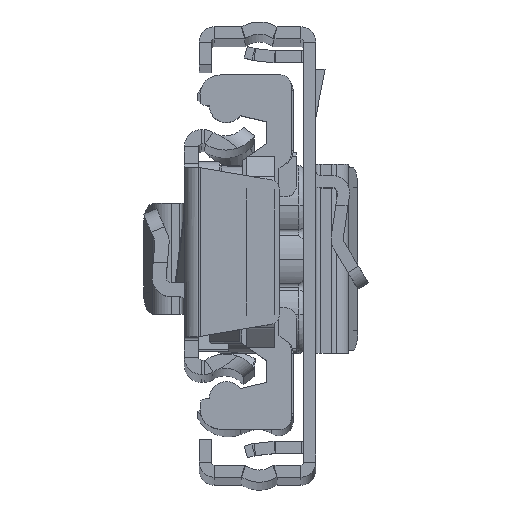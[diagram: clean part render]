
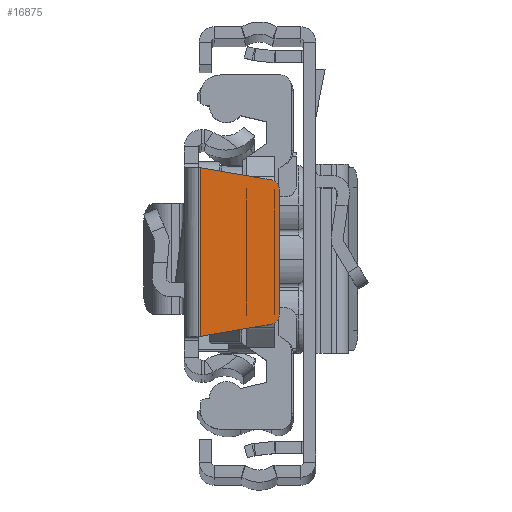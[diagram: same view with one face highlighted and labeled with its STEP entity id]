
A CAD part, top view. The second image highlights one B-rep face of the part: STEP entity #16875.
In plain terms, the highlighted planar face has unit normal (0, 0, 1).
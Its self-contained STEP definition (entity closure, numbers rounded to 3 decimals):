
#21 = VECTOR ( 'NONE', #5835, 1000. ) ;
#705 = CARTESIAN_POINT ( 'NONE',  ( 8.4, -6.156, 0. ) ) ;
#841 = CARTESIAN_POINT ( 'NONE',  ( 1.6, -8.333, 0. ) ) ;
#1030 = EDGE_CURVE ( 'NONE', #13011, #4047, #16798, .T. ) ;
#1441 = DIRECTION ( 'NONE',  ( 1., 0., 0. ) ) ;
#1726 = CARTESIAN_POINT ( 'NONE',  ( 9.4, 6.156, 0. ) ) ;
#2840 = ORIENTED_EDGE ( 'NONE', *, *, #12519, .T. ) ;
#3551 = CARTESIAN_POINT ( 'NONE',  ( 9.4, -6.156, 0. ) ) ;
#3583 = EDGE_CURVE ( 'NONE', #19229, #17088, #6056, .T. ) ;
#4047 = VERTEX_POINT ( 'NONE', #16104 ) ;
#4061 = CARTESIAN_POINT ( 'NONE',  ( 8.568, 7.142, 0. ) ) ;
#4392 = LINE ( 'NONE', #841, #9348 ) ;
#4776 = CARTESIAN_POINT ( 'NONE',  ( 1.6, 8.333, 0. ) ) ;
#4879 = AXIS2_PLACEMENT_3D ( 'NONE', #13153, #12722, #1441 ) ;
#5554 = ORIENTED_EDGE ( 'NONE', *, *, #3583, .T. ) ;
#5835 = DIRECTION ( 'NONE',  ( 0.986, 0.168, 0. ) ) ;
#6030 = PLANE ( 'NONE',  #18036 ) ;
#6056 = LINE ( 'NONE', #20699, #21 ) ;
#6285 = ORIENTED_EDGE ( 'NONE', *, *, #17404, .T. ) ;
#6359 = VERTEX_POINT ( 'NONE', #4061 ) ;
#7298 = CIRCLE ( 'NONE', #4879, 1. ) ;
#7538 = FACE_OUTER_BOUND ( 'NONE', #14543, .T. ) ;
#8118 = CARTESIAN_POINT ( 'NONE',  ( 1.5, 8.35, 0. ) ) ;
#8124 = AXIS2_PLACEMENT_3D ( 'NONE', #705, #15960, #17289 ) ;
#8180 = EDGE_CURVE ( 'NONE', #6359, #9593, #15066, .T. ) ;
#8314 = DIRECTION ( 'NONE',  ( 0., 1., 0. ) ) ;
#9348 = VECTOR ( 'NONE', #15881, 1000. ) ;
#9593 = VERTEX_POINT ( 'NONE', #4776 ) ;
#11926 = CARTESIAN_POINT ( 'NONE',  ( 8.4, 6.156, 0. ) ) ;
#12123 = ORIENTED_EDGE ( 'NONE', *, *, #8180, .T. ) ;
#12519 = EDGE_CURVE ( 'NONE', #17088, #13011, #15410, .T. ) ;
#12722 = DIRECTION ( 'NONE',  ( 0., 0., 1. ) ) ;
#13011 = VERTEX_POINT ( 'NONE', #3551 ) ;
#13153 = CARTESIAN_POINT ( 'NONE',  ( 8.4, 6.156, 0. ) ) ;
#14260 = DIRECTION ( 'NONE',  ( 0., 0., -1. ) ) ;
#14543 = EDGE_LOOP ( 'NONE', ( #17538, #5554, #2840, #19912, #6285, #12123 ) ) ;
#14842 = DIRECTION ( 'NONE',  ( -0.986, 0.168, 0. ) ) ;
#15066 = LINE ( 'NONE', #8118, #16793 ) ;
#15410 = CIRCLE ( 'NONE', #8124, 1. ) ;
#15881 = DIRECTION ( 'NONE',  ( 0., -1., 0. ) ) ;
#15960 = DIRECTION ( 'NONE',  ( 0., 0., 1. ) ) ;
#16052 = VECTOR ( 'NONE', #8314, 1000. ) ;
#16104 = CARTESIAN_POINT ( 'NONE',  ( 9.4, 6.156, 0. ) ) ;
#16793 = VECTOR ( 'NONE', #14842, 1000. ) ;
#16798 = LINE ( 'NONE', #1726, #16052 ) ;
#16875 = ADVANCED_FACE ( 'NONE', ( #7538 ), #6030, .F. ) ;
#16916 = DIRECTION ( 'NONE',  ( 1., 0., 0. ) ) ;
#16954 = EDGE_CURVE ( 'NONE', #9593, #19229, #4392, .T. ) ;
#17088 = VERTEX_POINT ( 'NONE', #18058 ) ;
#17289 = DIRECTION ( 'NONE',  ( 1., 0., 0. ) ) ;
#17404 = EDGE_CURVE ( 'NONE', #4047, #6359, #7298, .T. ) ;
#17538 = ORIENTED_EDGE ( 'NONE', *, *, #16954, .T. ) ;
#17852 = CARTESIAN_POINT ( 'NONE',  ( 1.6, -8.333, 0. ) ) ;
#18036 = AXIS2_PLACEMENT_3D ( 'NONE', #11926, #14260, #16916 ) ;
#18058 = CARTESIAN_POINT ( 'NONE',  ( 8.568, -7.142, 0. ) ) ;
#19229 = VERTEX_POINT ( 'NONE', #17852 ) ;
#19912 = ORIENTED_EDGE ( 'NONE', *, *, #1030, .T. ) ;
#20699 = CARTESIAN_POINT ( 'NONE',  ( 8.568, -7.142, 0. ) ) ;
